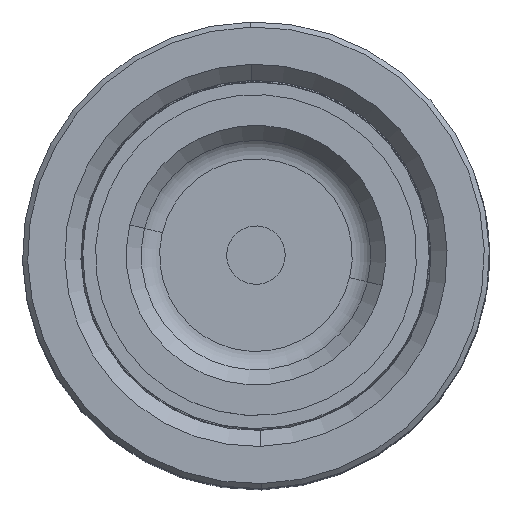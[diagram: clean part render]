
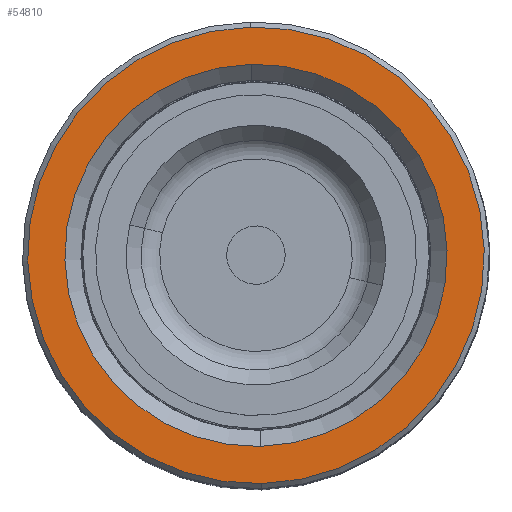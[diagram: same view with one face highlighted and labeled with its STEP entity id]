
A CAD part, top view. The second image highlights one B-rep face of the part: STEP entity #54810.
In plain terms, the highlighted planar face has unit normal (0, 0, 1).
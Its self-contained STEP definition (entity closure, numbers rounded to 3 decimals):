
#4564 = CARTESIAN_POINT ( 'NONE',  ( 0., 0., 100. ) ) ;
#4631 = FACE_OUTER_BOUND ( 'NONE', #48458, .T. ) ;
#7055 = EDGE_CURVE ( 'NONE', #14139, #9258, #8174, .T. ) ;
#7581 = FACE_BOUND ( 'NONE', #11668, .T. ) ;
#8174 = CIRCLE ( 'NONE', #38387, 31.3 ) ;
#9258 = VERTEX_POINT ( 'NONE', #56970 ) ;
#11250 = CARTESIAN_POINT ( 'NONE',  ( 0., 0., 100. ) ) ;
#11265 = CARTESIAN_POINT ( 'NONE',  ( 0., 0., 100. ) ) ;
#11463 = DIRECTION ( 'NONE',  ( 0., 0., 1. ) ) ;
#11668 = EDGE_LOOP ( 'NONE', ( #39140, #35379 ) ) ;
#12245 = AXIS2_PLACEMENT_3D ( 'NONE', #48778, #47971, #24874 ) ;
#14139 = VERTEX_POINT ( 'NONE', #38987 ) ;
#16496 = CIRCLE ( 'NONE', #12245, 31.3 ) ;
#18669 = EDGE_CURVE ( 'NONE', #23849, #32208, #23236, .T. ) ;
#19527 = AXIS2_PLACEMENT_3D ( 'NONE', #50901, #50309, #45360 ) ;
#21406 = AXIS2_PLACEMENT_3D ( 'NONE', #11250, #53061, #39665 ) ;
#23236 = CIRCLE ( 'NONE', #19527, 26.2 ) ;
#23849 = VERTEX_POINT ( 'NONE', #48264 ) ;
#24874 = DIRECTION ( 'NONE',  ( 1., 0., 0. ) ) ;
#25040 = CIRCLE ( 'NONE', #21406, 26.2 ) ;
#27691 = CARTESIAN_POINT ( 'NONE',  ( -26.2, 0., 100. ) ) ;
#31385 = EDGE_CURVE ( 'NONE', #9258, #14139, #16496, .T. ) ;
#31605 = AXIS2_PLACEMENT_3D ( 'NONE', #4564, #33104, #32706 ) ;
#32208 = VERTEX_POINT ( 'NONE', #27691 ) ;
#32706 = DIRECTION ( 'NONE',  ( 1., 0., 0. ) ) ;
#33104 = DIRECTION ( 'NONE',  ( 0., 0., 1. ) ) ;
#33892 = ORIENTED_EDGE ( 'NONE', *, *, #7055, .T. ) ;
#34496 = DIRECTION ( 'NONE',  ( 1., 0., 0. ) ) ;
#35379 = ORIENTED_EDGE ( 'NONE', *, *, #60798, .T. ) ;
#35581 = ORIENTED_EDGE ( 'NONE', *, *, #31385, .T. ) ;
#38387 = AXIS2_PLACEMENT_3D ( 'NONE', #11265, #11463, #34496 ) ;
#38987 = CARTESIAN_POINT ( 'NONE',  ( 31.3, 0., 100. ) ) ;
#39140 = ORIENTED_EDGE ( 'NONE', *, *, #18669, .T. ) ;
#39665 = DIRECTION ( 'NONE',  ( 1., 0., 0. ) ) ;
#42635 = PLANE ( 'NONE',  #31605 ) ;
#45360 = DIRECTION ( 'NONE',  ( 1., 0., 0. ) ) ;
#47971 = DIRECTION ( 'NONE',  ( 0., 0., 1. ) ) ;
#48264 = CARTESIAN_POINT ( 'NONE',  ( 26.2, 0., 100. ) ) ;
#48458 = EDGE_LOOP ( 'NONE', ( #35581, #33892 ) ) ;
#48778 = CARTESIAN_POINT ( 'NONE',  ( 0., 0., 100. ) ) ;
#50309 = DIRECTION ( 'NONE',  ( 0., 0., -1. ) ) ;
#50901 = CARTESIAN_POINT ( 'NONE',  ( 0., 0., 100. ) ) ;
#53061 = DIRECTION ( 'NONE',  ( 0., 0., -1. ) ) ;
#54810 = ADVANCED_FACE ( 'NONE', ( #4631, #7581 ), #42635, .T. ) ;
#56970 = CARTESIAN_POINT ( 'NONE',  ( -31.3, 0., 100. ) ) ;
#60798 = EDGE_CURVE ( 'NONE', #32208, #23849, #25040, .T. ) ;
